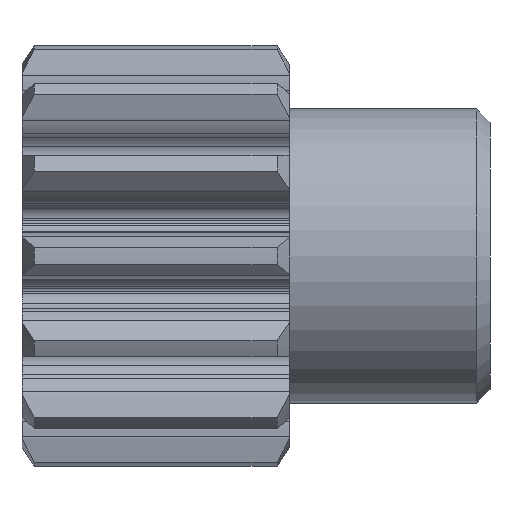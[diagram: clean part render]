
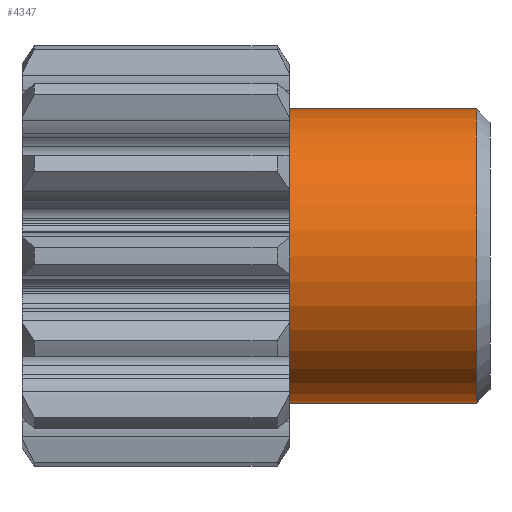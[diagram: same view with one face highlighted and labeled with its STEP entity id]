
A CAD part, front view. The second image highlights one B-rep face of the part: STEP entity #4347.
In plain terms, the highlighted cylindrical face has radius 11 mm (diameter 22 mm), a full revolution.
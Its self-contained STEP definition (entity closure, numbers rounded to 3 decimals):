
#34=VECTOR('',#6134,1.);
#246=LINE('',#7929,#34);
#458=CYLINDRICAL_SURFACE('',#5012,11.);
#1043=VERTEX_POINT('',#7541);
#1227=VERTEX_POINT('',#7930);
#1228=VERTEX_POINT('',#7932);
#1471=CIRCLE('',#4824,11.);
#1657=CIRCLE('',#5013,11.);
#1964=EDGE_CURVE('',#1043,#1043,#1471,.T.);
#2163=EDGE_CURVE('',#1227,#1043,#246,.T.);
#2164=EDGE_CURVE('',#1228,#1227,#1657,.T.);
#2165=EDGE_CURVE('',#1227,#1228,#1657,.T.);
#2912=ORIENTED_EDGE('',*,*,#2163,.T.);
#2913=ORIENTED_EDGE('',*,*,#1964,.T.);
#2914=ORIENTED_EDGE('',*,*,#2163,.F.);
#2915=ORIENTED_EDGE('',*,*,#2164,.F.);
#2916=ORIENTED_EDGE('',*,*,#2165,.F.);
#3857=EDGE_LOOP('',(#2912,#2913,#2914,#2915,#2916));
#4103=FACE_BOUND('',#3857,.T.);
#4347=ADVANCED_FACE('',(#4103),#458,.T.);
#4824=AXIS2_PLACEMENT_3D('',#7540,#5756,#5757);
#5012=AXIS2_PLACEMENT_3D('',#7928,#6132,#6133);
#5013=AXIS2_PLACEMENT_3D('',#7931,#6135,#6136);
#5756=DIRECTION('',(1.,0.,0.));
#5757=DIRECTION('',(0.,0.,-11.));
#6132=DIRECTION('',(1.,0.,0.));
#6133=DIRECTION('',(0.,0.,-11.));
#6134=DIRECTION('',(-1.,0.,0.));
#6135=DIRECTION('',(1.,0.,0.));
#6136=DIRECTION('',(0.,0.,-11.));
#7540=CARTESIAN_POINT('',(20.,0.,0.));
#7541=CARTESIAN_POINT('',(20.,0.,-11.));
#7928=CARTESIAN_POINT('',(35.,0.,0.));
#7929=CARTESIAN_POINT('',(19.,0.,-11.));
#7930=CARTESIAN_POINT('',(34.,0.,-11.));
#7931=CARTESIAN_POINT('',(34.,0.,0.));
#7932=CARTESIAN_POINT('',(34.,0.,11.));
